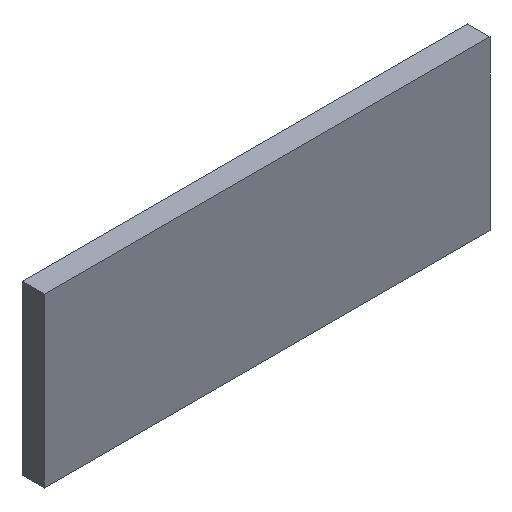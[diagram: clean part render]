
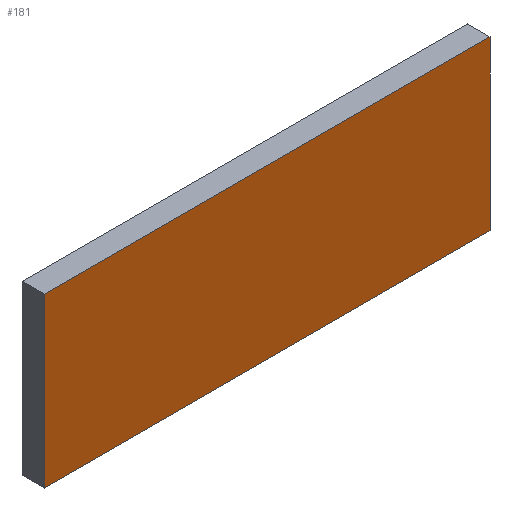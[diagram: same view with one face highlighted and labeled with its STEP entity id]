
A CAD part, isometric view. The second image highlights one B-rep face of the part: STEP entity #181.
In plain terms, the highlighted planar face has unit normal (0, -1, 0).
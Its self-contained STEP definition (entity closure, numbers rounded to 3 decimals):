
#3 = CARTESIAN_POINT ( 'NONE',  ( 0., 0., -11.3 ) ) ;
#5 = CARTESIAN_POINT ( 'NONE',  ( 30., 0., -11.3 ) ) ;
#8 = CARTESIAN_POINT ( 'NONE',  ( -30., 0., 11.3 ) ) ;
#9 = DIRECTION ( 'NONE',  ( -1., 0., 0. ) ) ;
#14 = VERTEX_POINT ( 'NONE', #8 ) ;
#19 = CARTESIAN_POINT ( 'NONE',  ( -30., 0., -11.3 ) ) ;
#20 = VERTEX_POINT ( 'NONE', #5 ) ;
#21 = VERTEX_POINT ( 'NONE', #19 ) ;
#22 = CARTESIAN_POINT ( 'NONE',  ( 30., 0., 11.3 ) ) ;
#25 = VERTEX_POINT ( 'NONE', #22 ) ;
#28 = ORIENTED_EDGE ( 'NONE', *, *, #161, .F. ) ;
#33 = ORIENTED_EDGE ( 'NONE', *, *, #149, .F. ) ;
#34 = ORIENTED_EDGE ( 'NONE', *, *, #155, .F. ) ;
#35 = ORIENTED_EDGE ( 'NONE', *, *, #139, .F. ) ;
#39 = LINE ( 'NONE', #210, #44 ) ;
#44 = VECTOR ( 'NONE', #208, 1000. ) ;
#57 = VECTOR ( 'NONE', #9, 1000. ) ;
#58 = LINE ( 'NONE', #3, #57 ) ;
#72 = LINE ( 'NONE', #218, #73 ) ;
#73 = VECTOR ( 'NONE', #211, 1000. ) ;
#92 = LINE ( 'NONE', #198, #93 ) ;
#93 = VECTOR ( 'NONE', #209, 1000. ) ;
#101 = EDGE_LOOP ( 'NONE', ( #28, #33, #34, #35 ) ) ;
#114 = FACE_OUTER_BOUND ( 'NONE', #101, .T. ) ;
#139 = EDGE_CURVE ( 'NONE', #20, #21, #58, .T. ) ;
#149 = EDGE_CURVE ( 'NONE', #14, #25, #39, .T. ) ;
#155 = EDGE_CURVE ( 'NONE', #21, #14, #72, .T. ) ;
#161 = EDGE_CURVE ( 'NONE', #25, #20, #92, .T. ) ;
#170 = AXIS2_PLACEMENT_3D ( 'NONE', #267, #189, #185 ) ;
#181 = ADVANCED_FACE ( 'NONE', ( #114 ), #284, .F. ) ;
#185 = DIRECTION ( 'NONE',  ( 0., 0., 1. ) ) ;
#189 = DIRECTION ( 'NONE',  ( 0., 1., 0. ) ) ;
#198 = CARTESIAN_POINT ( 'NONE',  ( 30., 0., 0. ) ) ;
#208 = DIRECTION ( 'NONE',  ( 1., 0., 0. ) ) ;
#209 = DIRECTION ( 'NONE',  ( 0., 0., -1. ) ) ;
#210 = CARTESIAN_POINT ( 'NONE',  ( 0., 0., 11.3 ) ) ;
#211 = DIRECTION ( 'NONE',  ( 0., 0., 1. ) ) ;
#218 = CARTESIAN_POINT ( 'NONE',  ( -30., 0., 0. ) ) ;
#267 = CARTESIAN_POINT ( 'NONE',  ( 0., 0., 0. ) ) ;
#284 = PLANE ( 'NONE',  #170 ) ;
